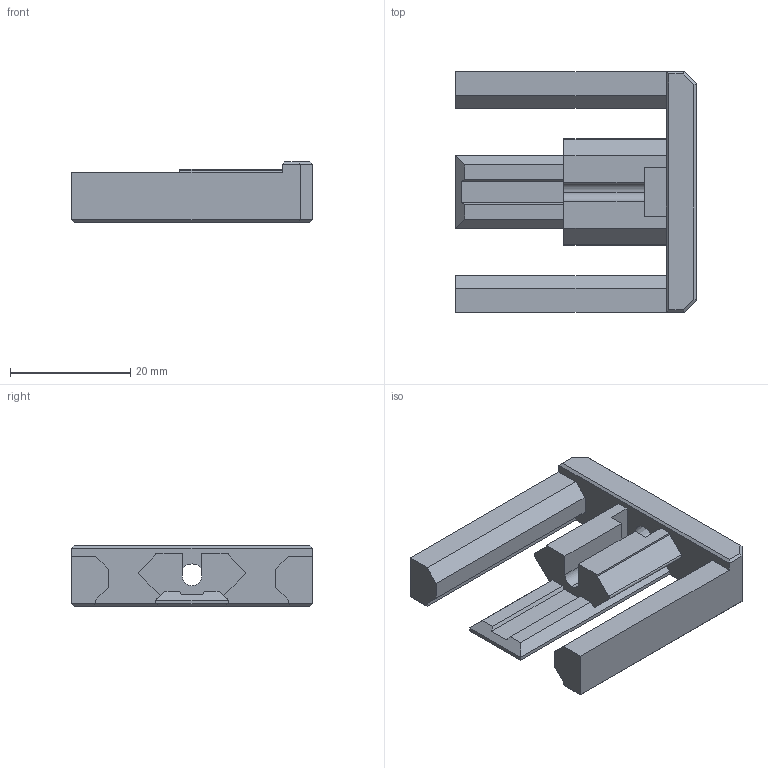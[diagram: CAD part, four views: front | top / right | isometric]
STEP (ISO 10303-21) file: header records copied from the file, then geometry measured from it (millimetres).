
FILE_DESCRIPTION(('FreeCAD Model'),'2;1');
FILE_NAME('Open CASCADE Shape Model','2025-08-13T23:12:43',(''),(''), 'Open CASCADE STEP processor 7.8','FreeCAD','Unknown');
FILE_SCHEMA(('AUTOMOTIVE_DESIGN { 1 0 10303 214 1 1 1 1 }'));
Length unit declared in the file: millimetre
Products named in the file (1): SOLID
Bounding box: 40 x 40 x 10 mm (x, y, z)
Volume: 6844.9 mm3; surface area: 4672.2 mm2
Topology: 1 solids, 1 shells, 95 faces, 245 edges, 148 vertices
Faces by surface type: plane 82, cylinder 8, cone 5
Entity records: 6138 total; most frequent: CARTESIAN_POINT 1216, DIRECTION 916, LINE 679, VECTOR 679, ORIENTED_EDGE 482, PCURVE 482, DEFINITIONAL_REPRESENTATION 482, EDGE_CURVE 241
